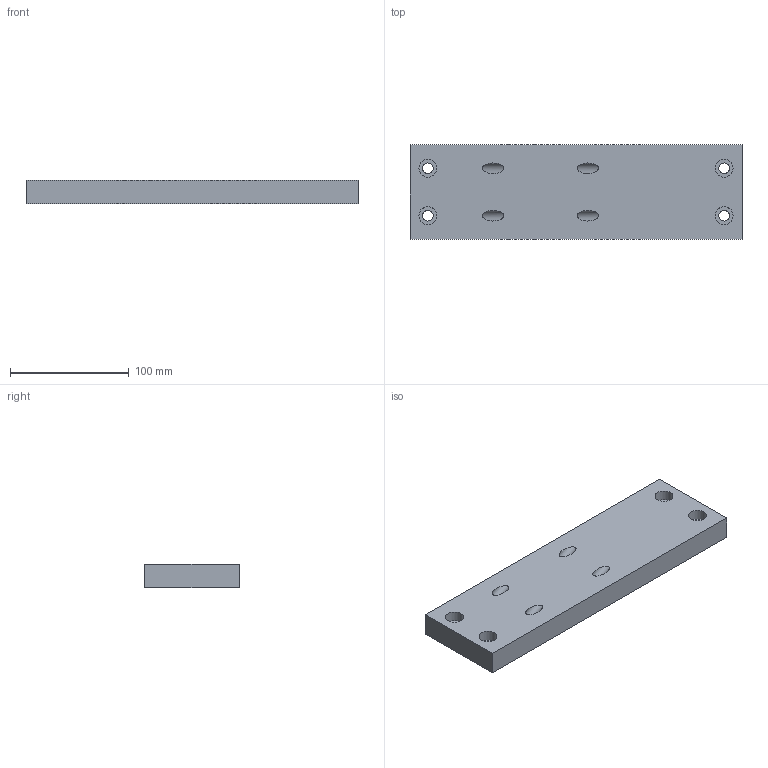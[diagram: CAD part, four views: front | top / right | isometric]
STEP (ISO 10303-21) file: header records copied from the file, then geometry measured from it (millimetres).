
FILE_DESCRIPTION(/* description */ ('Verbindungsplatte 30° 80 x 280'),/* implementation_level */ '2;1');
FILE_NAME(/* name */ 'SV5013N.stp',/* time_stamp */ '2015-11-27T13:21:49+01:00',/* author */ ('Marina Kaa'),/* organization */ (''),/* preprocessor_version */ 'ST-DEVELOPER v15.6',/* originating_system */ 'Autodesk Inventor 2015',/* authorisation */ '');
FILE_SCHEMA (('AUTOMOTIVE_DESIGN { 1 0 10303 214 3 1 1 }'));
Length unit declared in the file: millimetre
Products named in the file (1): SV5013N
Bounding box: 280 x 80 x 20 mm (x, y, z)
Volume: 417804.2 mm3; surface area: 66494.6 mm2
Topology: 1 solids, 1 shells, 30 faces, 66 edges, 46 vertices
Faces by surface type: cylinder 16, plane 14
Full cylindrical faces by diameter (mm): 9 x8, 15 x8
Entity records: 772 total; most frequent: DIRECTION 138, CARTESIAN_POINT 115, ORIENTED_EDGE 88, EDGE_LOOP 70, AXIS2_PLACEMENT_3D 63, EDGE_CURVE 44, FACE_BOUND 40, VERTEX_POINT 40
